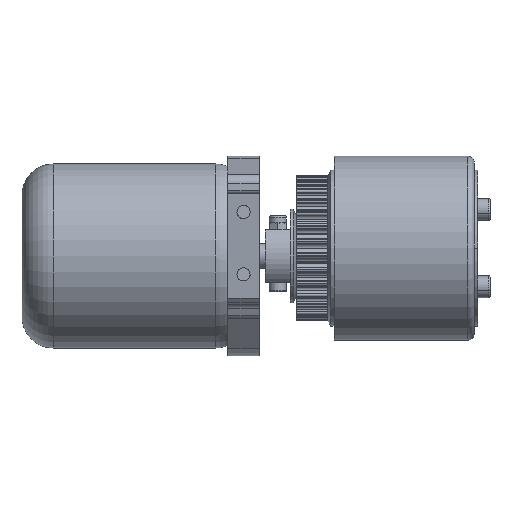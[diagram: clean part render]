
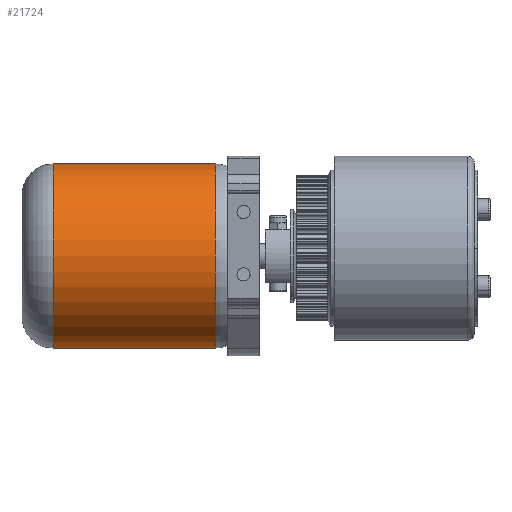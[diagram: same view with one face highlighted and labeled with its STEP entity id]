
A CAD part, front view. The second image highlights one B-rep face of the part: STEP entity #21724.
In plain terms, the highlighted cylindrical face has radius 29.5 mm (diameter 59 mm), a partial arc.
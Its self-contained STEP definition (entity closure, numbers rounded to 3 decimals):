
#1965 = ORIENTED_EDGE ( 'NONE', *, *, #4567, .F. ) ;
#2855 = CARTESIAN_POINT ( 'NONE',  ( -29.5, 0., 72. ) ) ;
#2898 = CARTESIAN_POINT ( 'NONE',  ( 29.5, 0., 72. ) ) ;
#2905 = AXIS2_PLACEMENT_3D ( 'NONE', #16129, #3686, #18241 ) ;
#3686 = DIRECTION ( 'NONE',  ( 0., 0., 1. ) ) ;
#4430 = CARTESIAN_POINT ( 'NONE',  ( 0., 0., 62. ) ) ;
#4567 = EDGE_CURVE ( 'NONE', #20543, #13253, #13101, .T. ) ;
#5662 = CYLINDRICAL_SURFACE ( 'NONE', #19085, 29.5 ) ;
#6172 = CARTESIAN_POINT ( 'NONE',  ( 29.5, 0., 62. ) ) ;
#6336 = FACE_OUTER_BOUND ( 'NONE', #24577, .T. ) ;
#6518 = DIRECTION ( 'NONE',  ( 1., 0., 0. ) ) ;
#8776 = VECTOR ( 'NONE', #23585, 1000. ) ;
#8996 = CARTESIAN_POINT ( 'NONE',  ( 0., 0., 72. ) ) ;
#9237 = CARTESIAN_POINT ( 'NONE',  ( 29.5, 0., 10. ) ) ;
#9505 = ORIENTED_EDGE ( 'NONE', *, *, #12139, .T. ) ;
#9690 = EDGE_CURVE ( 'NONE', #14538, #23294, #14309, .T. ) ;
#11277 = DIRECTION ( 'NONE',  ( 0., 0., -1. ) ) ;
#11915 = EDGE_CURVE ( 'NONE', #23294, #13253, #14199, .T. ) ;
#12097 = ORIENTED_EDGE ( 'NONE', *, *, #9690, .T. ) ;
#12139 = EDGE_CURVE ( 'NONE', #20543, #14538, #14509, .T. ) ;
#13101 = LINE ( 'NONE', #2898, #17976 ) ;
#13253 = VERTEX_POINT ( 'NONE', #9237 ) ;
#14199 = CIRCLE ( 'NONE', #2905, 29.5 ) ;
#14309 = LINE ( 'NONE', #2855, #8776 ) ;
#14509 = CIRCLE ( 'NONE', #26591, 29.5 ) ;
#14538 = VERTEX_POINT ( 'NONE', #21548 ) ;
#15265 = DIRECTION ( 'NONE',  ( -1., 0., 0. ) ) ;
#15637 = CARTESIAN_POINT ( 'NONE',  ( -29.5, 0., 10. ) ) ;
#16129 = CARTESIAN_POINT ( 'NONE',  ( 0., 0., 10. ) ) ;
#16973 = ORIENTED_EDGE ( 'NONE', *, *, #11915, .T. ) ;
#17976 = VECTOR ( 'NONE', #11277, 1000. ) ;
#18241 = DIRECTION ( 'NONE',  ( 1., 0., 0. ) ) ;
#18958 = DIRECTION ( 'NONE',  ( 0., 0., -1. ) ) ;
#19085 = AXIS2_PLACEMENT_3D ( 'NONE', #8996, #25634, #15265 ) ;
#20543 = VERTEX_POINT ( 'NONE', #6172 ) ;
#21548 = CARTESIAN_POINT ( 'NONE',  ( -29.5, 0., 62. ) ) ;
#21724 = ADVANCED_FACE ( 'NONE', ( #6336 ), #5662, .T. ) ;
#23294 = VERTEX_POINT ( 'NONE', #15637 ) ;
#23585 = DIRECTION ( 'NONE',  ( 0., 0., -1. ) ) ;
#24577 = EDGE_LOOP ( 'NONE', ( #1965, #9505, #12097, #16973 ) ) ;
#25634 = DIRECTION ( 'NONE',  ( 0., 0., -1. ) ) ;
#26591 = AXIS2_PLACEMENT_3D ( 'NONE', #4430, #18958, #6518 ) ;
